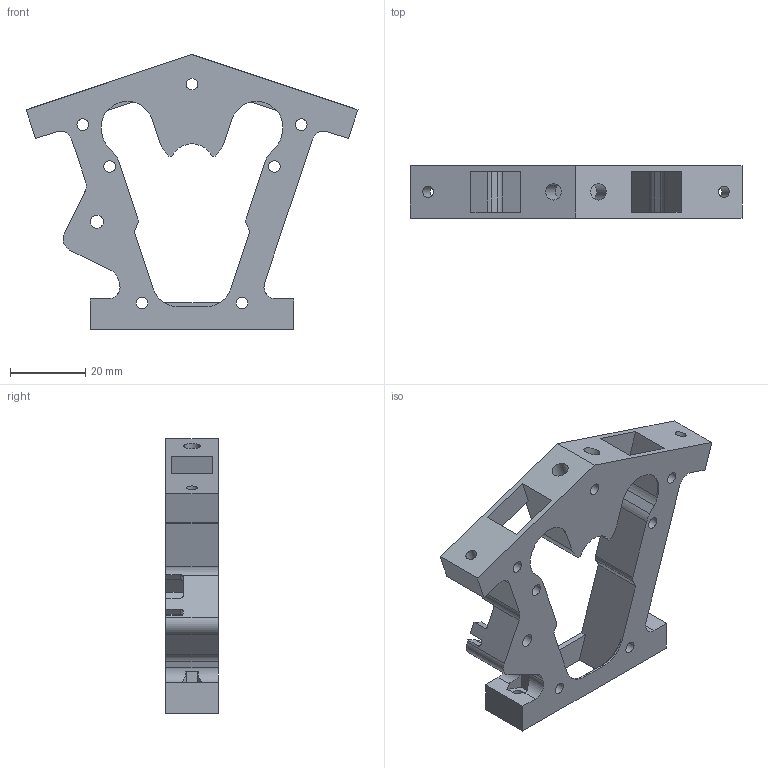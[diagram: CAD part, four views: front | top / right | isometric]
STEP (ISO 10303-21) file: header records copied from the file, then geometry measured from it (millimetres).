
FILE_DESCRIPTION(/* description */ ('','CAx-IF Rec.Pracs.---Representation and Presentation of Product Manufacturing Information (PMI)---4.0---2014-10-13'),/* implementation_level */ '2;1');
FILE_NAME(/* name */ '',/* time_stamp */ '2024-12-01T10:56:53+02:00',/* author */ (''),/* organization */ (''),/* preprocessor_version */ 'ST-DEVELOPER v20',/* originating_system */ 'Autodesk Translation Framework v13.20.0.188',/* authorisation */ '');
FILE_SCHEMA (('AP242_MANAGED_MODEL_BASED_3D_ENGINEERING_MIM_LF { 1 0 10303 442 1 1 4 }'));
Length unit declared in the file: millimetre
Products named in the file (1): корпус(Mirror)
Bounding box: 88.37 x 14 x 73.15 mm (x, y, z)
Volume: 28845.6 mm3; surface area: 13967 mm2
Topology: 1 solids, 1 shells, 136 faces, 406 edges, 270 vertices
Faces by surface type: plane 93, cylinder 39, cone 4
Full cylindrical faces by diameter (mm): 3 x4, 3.1 x7, 3.2 x1, 3.5 x1, 4.4 x2
Entity records: 4668 total; most frequent: CARTESIAN_POINT 830, ORIENTED_EDGE 812, DIRECTION 769, EDGE_CURVE 406, LINE 303, VECTOR 303, VERTEX_POINT 270, AXIS2_PLACEMENT_3D 233
